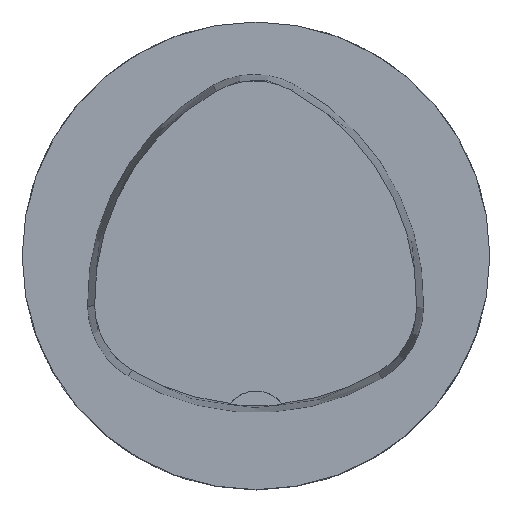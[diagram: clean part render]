
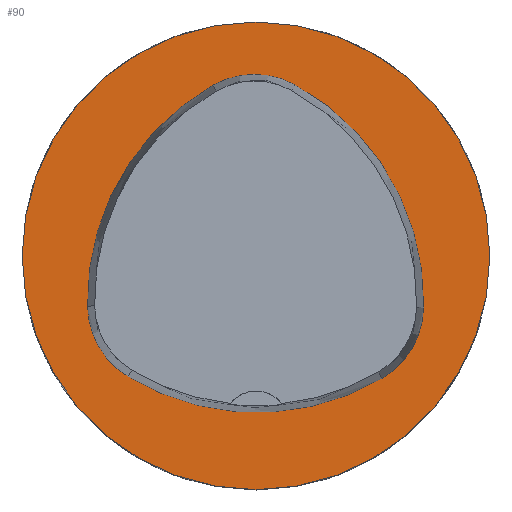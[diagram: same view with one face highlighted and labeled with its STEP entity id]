
A CAD part, top view. The second image highlights one B-rep face of the part: STEP entity #90.
In plain terms, the highlighted planar face has unit normal (0, 0, 1).
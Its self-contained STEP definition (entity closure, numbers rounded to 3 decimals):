
#37=PLANE('',#457);
#90=ADVANCED_FACE('',(#131,#132),#37,.T.);
#108=CIRCLE('',#428,50.);
#109=CIRCLE('',#434,53.);
#111=CIRCLE('',#437,18.);
#113=CIRCLE('',#440,53.);
#115=CIRCLE('',#443,18.);
#119=CIRCLE('',#448,53.);
#121=CIRCLE('',#451,18.);
#131=FACE_BOUND('',#147,.T.);
#132=FACE_BOUND('',#148,.T.);
#147=EDGE_LOOP('',(#226,#227,#228,#229,#230,#231));
#148=EDGE_LOOP('',(#232));
#226=ORIENTED_EDGE('',*,*,#343,.T.);
#227=ORIENTED_EDGE('',*,*,#323,.T.);
#228=ORIENTED_EDGE('',*,*,#327,.T.);
#229=ORIENTED_EDGE('',*,*,#330,.T.);
#230=ORIENTED_EDGE('',*,*,#333,.T.);
#231=ORIENTED_EDGE('',*,*,#341,.T.);
#232=ORIENTED_EDGE('',*,*,#314,.F.);
#280=VERTEX_POINT('',#625);
#289=VERTEX_POINT('',#644);
#290=VERTEX_POINT('',#645);
#293=VERTEX_POINT('',#653);
#295=VERTEX_POINT('',#659);
#297=VERTEX_POINT('',#665);
#304=VERTEX_POINT('',#686);
#314=EDGE_CURVE('',#280,#280,#108,.T.);
#323=EDGE_CURVE('',#289,#290,#109,.T.);
#327=EDGE_CURVE('',#290,#293,#111,.T.);
#330=EDGE_CURVE('',#293,#295,#113,.T.);
#333=EDGE_CURVE('',#295,#297,#115,.T.);
#341=EDGE_CURVE('',#297,#304,#119,.T.);
#343=EDGE_CURVE('',#304,#289,#121,.T.);
#428=AXIS2_PLACEMENT_3D('',#624,#493,#494);
#434=AXIS2_PLACEMENT_3D('',#643,#509,#510);
#437=AXIS2_PLACEMENT_3D('',#652,#517,#518);
#440=AXIS2_PLACEMENT_3D('',#658,#524,#525);
#443=AXIS2_PLACEMENT_3D('',#664,#531,#532);
#448=AXIS2_PLACEMENT_3D('',#687,#543,#544);
#451=AXIS2_PLACEMENT_3D('',#690,#549,#550);
#457=AXIS2_PLACEMENT_3D('',#696,#561,#562);
#493=DIRECTION('',(0.,0.,-1.));
#494=DIRECTION('',(-1.,0.,0.));
#509=DIRECTION('',(0.,0.,-1.));
#510=DIRECTION('',(-1.,0.,0.));
#517=DIRECTION('',(0.,0.,-1.));
#518=DIRECTION('',(-1.,0.,0.));
#524=DIRECTION('',(0.,0.,-1.));
#525=DIRECTION('',(-1.,0.,0.));
#531=DIRECTION('',(0.,0.,-1.));
#532=DIRECTION('',(-1.,0.,0.));
#543=DIRECTION('',(0.,0.,-1.));
#544=DIRECTION('',(-1.,0.,0.));
#549=DIRECTION('',(0.,0.,-1.));
#550=DIRECTION('',(-1.,0.,0.));
#561=DIRECTION('',(0.,0.,1.));
#562=DIRECTION('',(1.,0.,0.));
#624=CARTESIAN_POINT('',(0.,0.,0.));
#625=CARTESIAN_POINT('',(-50.,0.,0.));
#643=CARTESIAN_POINT('',(16.978,-9.621,0.));
#644=CARTESIAN_POINT('',(-36.009,-10.801,0.));
#645=CARTESIAN_POINT('',(-9.238,36.441,0.));
#652=CARTESIAN_POINT('',(-0.334,20.797,0.));
#653=CARTESIAN_POINT('',(8.312,36.585,0.));
#658=CARTESIAN_POINT('',(-17.147,-9.9,0.));
#659=CARTESIAN_POINT('',(35.839,-11.094,0.));
#664=CARTESIAN_POINT('',(17.844,-10.688,0.));
#665=CARTESIAN_POINT('',(26.94,-26.221,0.));
#686=CARTESIAN_POINT('',(-27.358,-25.784,0.));
#687=CARTESIAN_POINT('',(0.157,19.514,0.));
#690=CARTESIAN_POINT('',(-18.013,-10.4,0.));
#696=CARTESIAN_POINT('',(0.,0.,0.));
